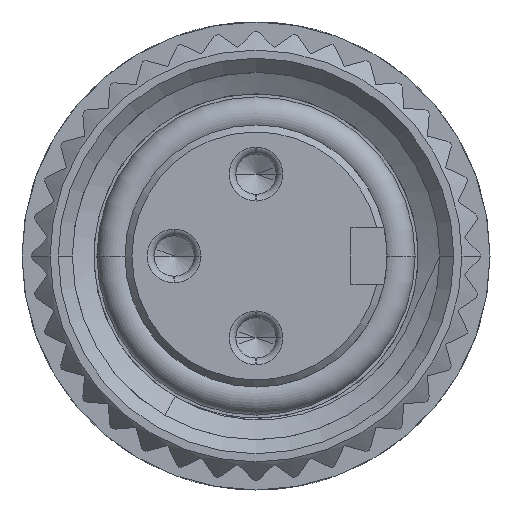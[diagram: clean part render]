
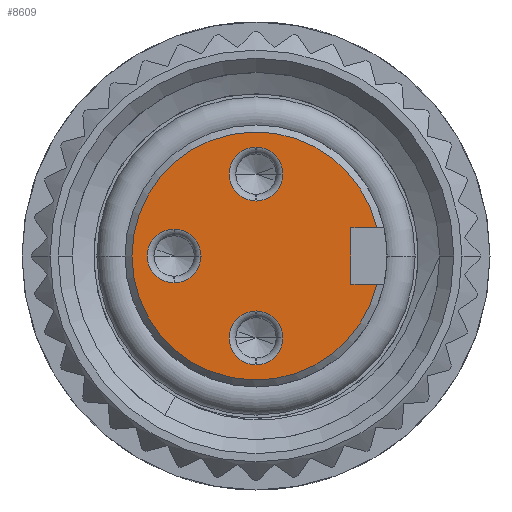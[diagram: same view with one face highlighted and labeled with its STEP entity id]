
A CAD part, front view. The second image highlights one B-rep face of the part: STEP entity #8609.
In plain terms, the highlighted planar face has unit normal (0, -1, 0).
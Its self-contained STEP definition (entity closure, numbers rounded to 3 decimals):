
#18=DIRECTION('',(-1.,0.,0.));
#19=VECTOR('',#18,0.554);
#20=CARTESIAN_POINT('',(2.581,-5.1,0.6));
#21=LINE('',#20,#19);
#22=DIRECTION('',(0.,0.,-1.));
#23=VECTOR('',#22,1.2);
#24=CARTESIAN_POINT('',(2.027,-5.1,0.6));
#25=LINE('',#24,#23);
#26=DIRECTION('',(-1.,0.,0.));
#27=VECTOR('',#26,0.554);
#28=CARTESIAN_POINT('',(2.581,-5.1,-0.6));
#29=LINE('',#28,#27);
#30=CARTESIAN_POINT('',(-1.75,-5.1,0.));
#31=DIRECTION('',(0.,1.,0.));
#32=DIRECTION('',(0.,0.,-1.));
#33=AXIS2_PLACEMENT_3D('',#30,#31,#32);
#35=CARTESIAN_POINT('',(-1.75,-5.1,0.));
#36=DIRECTION('',(0.,1.,0.));
#37=DIRECTION('',(0.,0.,1.));
#38=AXIS2_PLACEMENT_3D('',#35,#36,#37);
#40=CARTESIAN_POINT('',(0.,-5.1,-1.75));
#41=DIRECTION('',(0.,1.,0.));
#42=DIRECTION('',(0.,0.,-1.));
#43=AXIS2_PLACEMENT_3D('',#40,#41,#42);
#45=CARTESIAN_POINT('',(0.,-5.1,-1.75));
#46=DIRECTION('',(0.,1.,0.));
#47=DIRECTION('',(0.,0.,1.));
#48=AXIS2_PLACEMENT_3D('',#45,#46,#47);
#50=CARTESIAN_POINT('',(0.,-5.1,1.75));
#51=DIRECTION('',(0.,1.,0.));
#52=DIRECTION('',(0.,0.,-1.));
#53=AXIS2_PLACEMENT_3D('',#50,#51,#52);
#55=CARTESIAN_POINT('',(0.,-5.1,1.75));
#56=DIRECTION('',(0.,1.,0.));
#57=DIRECTION('',(0.,0.,1.));
#58=AXIS2_PLACEMENT_3D('',#55,#56,#57);
#60=CARTESIAN_POINT('',(0.,-5.1,0.));
#61=DIRECTION('',(0.,-1.,0.));
#62=DIRECTION('',(0.974,0.,0.226));
#63=AXIS2_PLACEMENT_3D('',#60,#61,#62);
#65=CARTESIAN_POINT('',(2.581,-5.1,-0.6));
#85=CARTESIAN_POINT('',(2.581,-5.1,0.6));
#7397=CARTESIAN_POINT('',(2.027,-5.1,0.6));
#7398=CARTESIAN_POINT('',(2.027,-5.1,-0.6));
#7399=VERTEX_POINT('',#7397);
#7400=VERTEX_POINT('',#7398);
#7405=CARTESIAN_POINT('',(-1.75,-5.1,-0.575));
#7406=CARTESIAN_POINT('',(-1.75,-5.1,0.575));
#7407=VERTEX_POINT('',#7405);
#7408=VERTEX_POINT('',#7406);
#7409=CARTESIAN_POINT('',(0.,-5.1,-2.325));
#7410=CARTESIAN_POINT('',(0.,-5.1,-1.175));
#7411=VERTEX_POINT('',#7409);
#7412=VERTEX_POINT('',#7410);
#7413=CARTESIAN_POINT('',(0.,-5.1,1.175));
#7414=CARTESIAN_POINT('',(0.,-5.1,2.325));
#7415=VERTEX_POINT('',#7413);
#7416=VERTEX_POINT('',#7414);
#7442=VERTEX_POINT('',#85);
#7447=VERTEX_POINT('',#65);
#8576=CARTESIAN_POINT('',(0.,-5.1,0.));
#8577=DIRECTION('',(0.,1.,0.));
#8578=DIRECTION('',(0.,0.,-1.));
#8579=AXIS2_PLACEMENT_3D('',#8576,#8577,#8578);
#8580=PLANE('',#8579);
#8582=ORIENTED_EDGE('',*,*,#8581,.F.);
#8584=ORIENTED_EDGE('',*,*,#8583,.T.);
#8586=ORIENTED_EDGE('',*,*,#8585,.T.);
#8588=ORIENTED_EDGE('',*,*,#8587,.F.);
#8589=EDGE_LOOP('',(#8582,#8584,#8586,#8588));
#8590=FACE_OUTER_BOUND('',#8589,.F.);
#8592=ORIENTED_EDGE('',*,*,#8591,.F.);
#8594=ORIENTED_EDGE('',*,*,#8593,.F.);
#8595=EDGE_LOOP('',(#8592,#8594));
#8596=FACE_BOUND('',#8595,.F.);
#8598=ORIENTED_EDGE('',*,*,#8597,.F.);
#8600=ORIENTED_EDGE('',*,*,#8599,.F.);
#8601=EDGE_LOOP('',(#8598,#8600));
#8602=FACE_BOUND('',#8601,.F.);
#8604=ORIENTED_EDGE('',*,*,#8603,.F.);
#8606=ORIENTED_EDGE('',*,*,#8605,.F.);
#8607=EDGE_LOOP('',(#8604,#8606));
#8608=FACE_BOUND('',#8607,.F.);
#34=CIRCLE('',#33,0.575);
#39=CIRCLE('',#38,0.575);
#44=CIRCLE('',#43,0.575);
#49=CIRCLE('',#48,0.575);
#54=CIRCLE('',#53,0.575);
#59=CIRCLE('',#58,0.575);
#64=CIRCLE('',#63,2.65);
#8581=EDGE_CURVE('',#7442,#7447,#64,.T.);
#8583=EDGE_CURVE('',#7442,#7399,#21,.T.);
#8585=EDGE_CURVE('',#7399,#7400,#25,.T.);
#8587=EDGE_CURVE('',#7447,#7400,#29,.T.);
#8591=EDGE_CURVE('',#7407,#7408,#34,.T.);
#8593=EDGE_CURVE('',#7408,#7407,#39,.T.);
#8597=EDGE_CURVE('',#7411,#7412,#44,.T.);
#8599=EDGE_CURVE('',#7412,#7411,#49,.T.);
#8603=EDGE_CURVE('',#7415,#7416,#54,.T.);
#8605=EDGE_CURVE('',#7416,#7415,#59,.T.);
#8609=ADVANCED_FACE('',(#8590,#8596,#8602,#8608),#8580,.F.);
